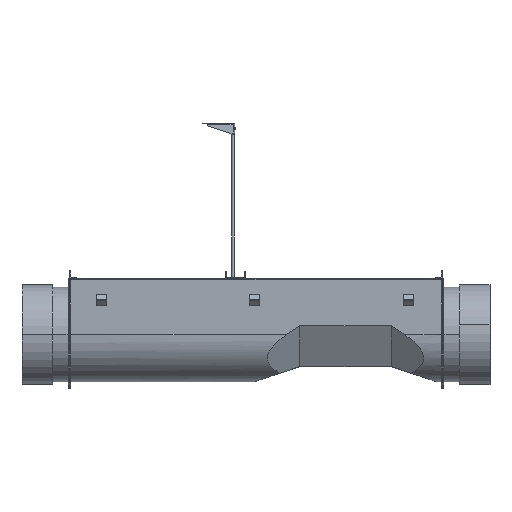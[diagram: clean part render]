
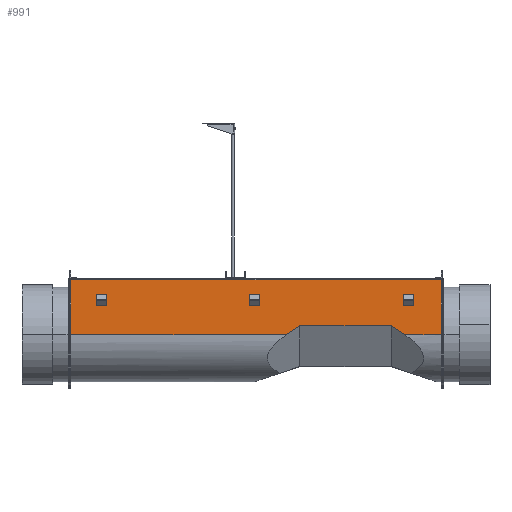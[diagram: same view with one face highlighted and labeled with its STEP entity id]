
A CAD part, top view. The second image highlights one B-rep face of the part: STEP entity #991.
In plain terms, the highlighted planar face has unit normal (0, 0, 1).
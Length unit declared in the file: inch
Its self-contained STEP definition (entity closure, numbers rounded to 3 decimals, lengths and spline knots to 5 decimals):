
#218 = EDGE_CURVE ( 'NONE', #1220, #2925, #2116, .T. ) ;
#288 = ORIENTED_EDGE ( 'NONE', *, *, #4905, .F. ) ;
#420 = CARTESIAN_POINT ( 'NONE',  ( 36.5, 10.72724, 9.25 ) ) ;
#643 = DIRECTION ( 'NONE',  ( 0., -1., 0. ) ) ;
#701 = CARTESIAN_POINT ( 'NONE',  ( 26.45938, 10.72724, 9.25 ) ) ;
#934 = VECTOR ( 'NONE', #4263, 39.37008 ) ;
#991 = ADVANCED_FACE ( 'NONE', ( #1107 ), #1181, .F. ) ;
#1027 = CARTESIAN_POINT ( 'NONE',  ( 32.16274, 26.49696, 9.25 ) ) ;
#1107 = FACE_OUTER_BOUND ( 'NONE', #1477, .T. ) ;
#1110 = VERTEX_POINT ( 'NONE', #6869 ) ;
#1181 = PLANE ( 'NONE',  #4982 ) ;
#1200 = VERTEX_POINT ( 'NONE', #701 ) ;
#1220 = VERTEX_POINT ( 'NONE', #2440 ) ;
#1430 = ORIENTED_EDGE ( 'NONE', *, *, #2344, .F. ) ;
#1434 = CARTESIAN_POINT ( 'NONE',  ( 29.04668, 9., 9.25 ) ) ;
#1477 = EDGE_LOOP ( 'NONE', ( #4224, #288, #6527, #1430, #5325, #4564, #5665, #3978 ) ) ;
#1686 = VECTOR ( 'NONE', #643, 39.37008 ) ;
#1703 = LINE ( 'NONE', #420, #4424 ) ;
#1723 = EDGE_CURVE ( 'NONE', #6220, #3868, #3395, .T. ) ;
#1736 = DIRECTION ( 'NONE',  ( 0., 0., -1. ) ) ;
#2102 = EDGE_CURVE ( 'NONE', #5628, #6220, #6252, .T. ) ;
#2106 = LINE ( 'NONE', #3795, #5469 ) ;
#2116 = LINE ( 'NONE', #1027, #934 ) ;
#2344 = EDGE_CURVE ( 'NONE', #1110, #4728, #2592, .T. ) ;
#2395 = CARTESIAN_POINT ( 'NONE',  ( 36.5, 9., 9.25 ) ) ;
#2402 = VECTOR ( 'NONE', #3811, 39.37008 ) ;
#2440 = CARTESIAN_POINT ( 'NONE',  ( 8.54062, 10.72724, 9.25 ) ) ;
#2592 = LINE ( 'NONE', #4736, #4970 ) ;
#2685 = VECTOR ( 'NONE', #3490, 39.37008 ) ;
#2925 = VERTEX_POINT ( 'NONE', #4282 ) ;
#3152 = DIRECTION ( 'NONE',  ( -1., 0., 0. ) ) ;
#3172 = EDGE_CURVE ( 'NONE', #5628, #1110, #5529, .T. ) ;
#3391 = CARTESIAN_POINT ( 'NONE',  ( 36.25, 19.75, 9.25 ) ) ;
#3395 = LINE ( 'NONE', #5966, #2402 ) ;
#3425 = CARTESIAN_POINT ( 'NONE',  ( -36.25, 9., 9.25 ) ) ;
#3490 = DIRECTION ( 'NONE',  ( -1., 0., 0. ) ) ;
#3541 = EDGE_CURVE ( 'NONE', #2925, #3868, #6685, .T. ) ;
#3795 = CARTESIAN_POINT ( 'NONE',  ( 29.12271, 8.94925, 9.25 ) ) ;
#3811 = DIRECTION ( 'NONE',  ( 0., -1., 0. ) ) ;
#3868 = VERTEX_POINT ( 'NONE', #3425 ) ;
#3884 = DIRECTION ( 'NONE',  ( 0., 1., 0. ) ) ;
#3938 = CARTESIAN_POINT ( 'NONE',  ( 36.25, 20., 9.25 ) ) ;
#3978 = ORIENTED_EDGE ( 'NONE', *, *, #3541, .F. ) ;
#4224 = ORIENTED_EDGE ( 'NONE', *, *, #218, .F. ) ;
#4263 = DIRECTION ( 'NONE',  ( -0.832, -0.555, 0. ) ) ;
#4282 = CARTESIAN_POINT ( 'NONE',  ( 5.95332, 9., 9.25 ) ) ;
#4424 = VECTOR ( 'NONE', #3152, 39.37008 ) ;
#4564 = ORIENTED_EDGE ( 'NONE', *, *, #2102, .T. ) ;
#4702 = DIRECTION ( 'NONE',  ( -1., 0., 0. ) ) ;
#4728 = VERTEX_POINT ( 'NONE', #1434 ) ;
#4736 = CARTESIAN_POINT ( 'NONE',  ( 36.5, 9., 9.25 ) ) ;
#4747 = DIRECTION ( 'NONE',  ( -0.832, 0.555, 0. ) ) ;
#4905 = EDGE_CURVE ( 'NONE', #1200, #1220, #1703, .T. ) ;
#4945 = VECTOR ( 'NONE', #4702, 39.37008 ) ;
#4970 = VECTOR ( 'NONE', #6881, 39.37008 ) ;
#4982 = AXIS2_PLACEMENT_3D ( 'NONE', #6554, #1736, #3884 ) ;
#5325 = ORIENTED_EDGE ( 'NONE', *, *, #3172, .F. ) ;
#5469 = VECTOR ( 'NONE', #4747, 39.37008 ) ;
#5529 = LINE ( 'NONE', #3938, #1686 ) ;
#5628 = VERTEX_POINT ( 'NONE', #3391 ) ;
#5665 = ORIENTED_EDGE ( 'NONE', *, *, #1723, .T. ) ;
#5966 = CARTESIAN_POINT ( 'NONE',  ( -36.25, 20., 9.25 ) ) ;
#6220 = VERTEX_POINT ( 'NONE', #6332 ) ;
#6252 = LINE ( 'NONE', #6779, #4945 ) ;
#6332 = CARTESIAN_POINT ( 'NONE',  ( -36.25, 19.75, 9.25 ) ) ;
#6388 = EDGE_CURVE ( 'NONE', #4728, #1200, #2106, .T. ) ;
#6527 = ORIENTED_EDGE ( 'NONE', *, *, #6388, .F. ) ;
#6554 = CARTESIAN_POINT ( 'NONE',  ( 36.5, 20., 9.25 ) ) ;
#6685 = LINE ( 'NONE', #2395, #2685 ) ;
#6779 = CARTESIAN_POINT ( 'NONE',  ( 36.5, 19.75, 9.25 ) ) ;
#6869 = CARTESIAN_POINT ( 'NONE',  ( 36.25, 9., 9.25 ) ) ;
#6881 = DIRECTION ( 'NONE',  ( -1., 0., 0. ) ) ;
